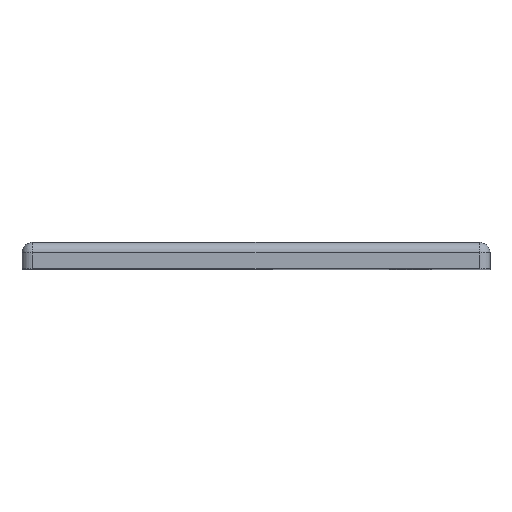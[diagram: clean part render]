
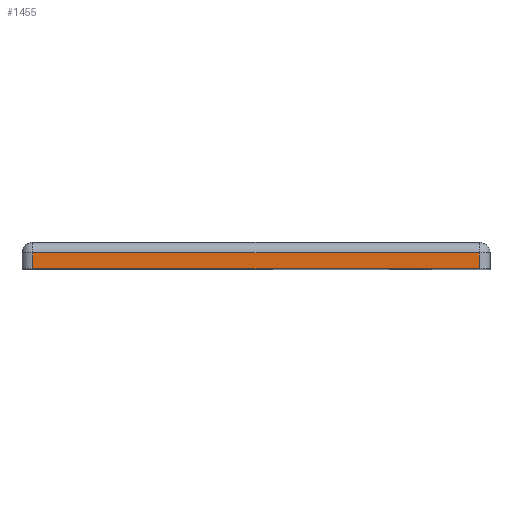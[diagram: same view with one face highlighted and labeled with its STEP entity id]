
A CAD part, top view. The second image highlights one B-rep face of the part: STEP entity #1455.
In plain terms, the highlighted planar face has unit normal (0, 0, 1).
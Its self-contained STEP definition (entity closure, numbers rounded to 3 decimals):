
#10 = CARTESIAN_POINT ( 'NONE',  ( -43.5, 0., 45. ) ) ;
#42 = CARTESIAN_POINT ( 'NONE',  ( 43., 3., 45. ) ) ;
#187 = ORIENTED_EDGE ( 'NONE', *, *, #575, .T. ) ;
#209 = FACE_OUTER_BOUND ( 'NONE', #1255, .T. ) ;
#211 = CARTESIAN_POINT ( 'NONE',  ( -41.5, 5., 45. ) ) ;
#213 = DIRECTION ( 'NONE',  ( 0., -1., 0. ) ) ;
#256 = VERTEX_POINT ( 'NONE', #42 ) ;
#265 = VECTOR ( 'NONE', #1459, 1000. ) ;
#267 = LINE ( 'NONE', #10, #265 ) ;
#474 = VECTOR ( 'NONE', #213, 1000. ) ;
#478 = LINE ( 'NONE', #211, #474 ) ;
#559 = AXIS2_PLACEMENT_3D ( 'NONE', #828, #841, #803 ) ;
#575 = EDGE_CURVE ( 'NONE', #256, #1083, #793, .T. ) ;
#577 = EDGE_CURVE ( 'NONE', #892, #256, #794, .T. ) ;
#580 = CARTESIAN_POINT ( 'NONE',  ( -41.5, 3., 45. ) ) ;
#714 = CARTESIAN_POINT ( 'NONE',  ( -41.5, 0., 45. ) ) ;
#765 = VECTOR ( 'NONE', #1457, 1000. ) ;
#790 = VECTOR ( 'NONE', #1463, 1000. ) ;
#793 = LINE ( 'NONE', #1476, #790 ) ;
#794 = LINE ( 'NONE', #1472, #765 ) ;
#803 = DIRECTION ( 'NONE',  ( -1., 0., 0. ) ) ;
#818 = PLANE ( 'NONE',  #559 ) ;
#828 = CARTESIAN_POINT ( 'NONE',  ( -43.5, 5., 45. ) ) ;
#841 = DIRECTION ( 'NONE',  ( 0., 0., -1. ) ) ;
#892 = VERTEX_POINT ( 'NONE', #1056 ) ;
#905 = ORIENTED_EDGE ( 'NONE', *, *, #1398, .T. ) ;
#908 = ORIENTED_EDGE ( 'NONE', *, *, #1188, .T. ) ;
#996 = VERTEX_POINT ( 'NONE', #714 ) ;
#1056 = CARTESIAN_POINT ( 'NONE',  ( 43., 0., 45. ) ) ;
#1083 = VERTEX_POINT ( 'NONE', #580 ) ;
#1188 = EDGE_CURVE ( 'NONE', #1083, #996, #478, .T. ) ;
#1255 = EDGE_LOOP ( 'NONE', ( #1405, #187, #908, #905 ) ) ;
#1398 = EDGE_CURVE ( 'NONE', #996, #892, #267, .T. ) ;
#1405 = ORIENTED_EDGE ( 'NONE', *, *, #577, .T. ) ;
#1455 = ADVANCED_FACE ( 'NONE', ( #209 ), #818, .F. ) ;
#1457 = DIRECTION ( 'NONE',  ( 0., 1., 0. ) ) ;
#1459 = DIRECTION ( 'NONE',  ( 1., 0., 0. ) ) ;
#1463 = DIRECTION ( 'NONE',  ( -1., 0., 0. ) ) ;
#1472 = CARTESIAN_POINT ( 'NONE',  ( 43., 5., 45. ) ) ;
#1476 = CARTESIAN_POINT ( 'NONE',  ( -41.5, 3., 45. ) ) ;
